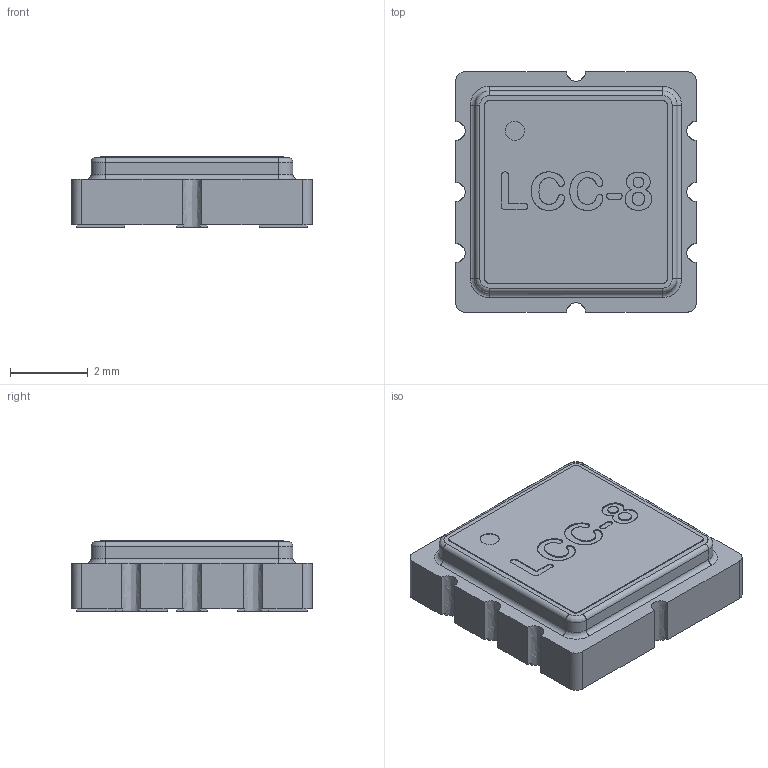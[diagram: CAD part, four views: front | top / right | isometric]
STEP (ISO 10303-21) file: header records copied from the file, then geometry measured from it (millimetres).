
FILE_DESCRIPTION(('FreeCAD Model'),'2;1');
FILE_NAME('Open CASCADE Shape Model','2025-05-02T18:53:39',('FreeCAD'),( 'FreeCAD'),'Open CASCADE STEP processor 7.6','FreeCAD','Unknown');
FILE_SCHEMA(('AUTOMOTIVE_DESIGN { 1 0 10303 214 1 1 1 1 }'));
Products named in the file (1): Open CASCADE STEP translator 7.6 1
Bounding box: 6.17 x 6.17 x 1.81 mm (x, y, z)
Volume: 59.4 mm3; surface area: 117.6 mm2
Topology: 1 solids, 1 shells, 1403 faces, 4157 edges, 2766 vertices
Faces by surface type: bspline 1403
Entity records: 42084 total; most frequent: CARTESIAN_POINT 17153, ORIENTED_EDGE 8314, EDGE_CURVE 4157, B_SPLINE_CURVE_WITH_KNOTS 4081, VERTEX_POINT 2766, FACE_BOUND 1413, EDGE_LOOP 1413, ADVANCED_FACE 1403
